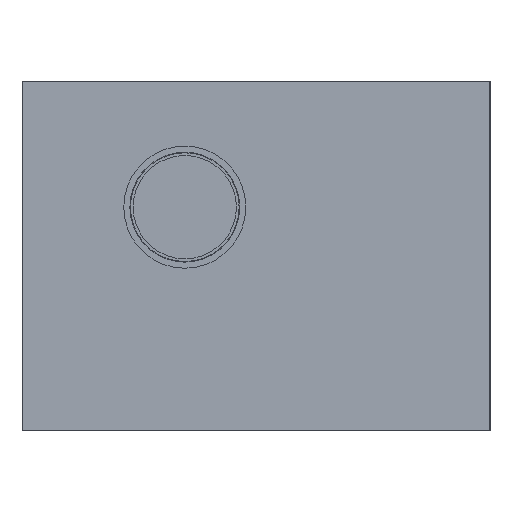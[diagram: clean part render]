
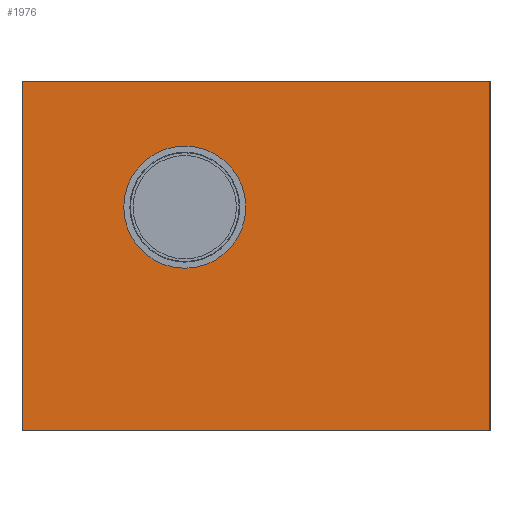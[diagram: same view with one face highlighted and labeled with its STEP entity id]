
A CAD part, left-side view. The second image highlights one B-rep face of the part: STEP entity #1976.
In plain terms, the highlighted planar face has unit normal (-1, 0, 0).
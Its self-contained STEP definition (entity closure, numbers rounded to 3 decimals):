
#132=LINE('',#3213,#258);
#134=LINE('',#3225,#260);
#135=LINE('',#3227,#261);
#136=LINE('',#3229,#262);
#258=VECTOR('',#2502,1000.);
#260=VECTOR('',#2514,1000.);
#261=VECTOR('',#2515,1000.);
#262=VECTOR('',#2516,1000.);
#415=ORIENTED_EDGE('',*,*,#976,.T.);
#416=ORIENTED_EDGE('',*,*,#982,.F.);
#417=ORIENTED_EDGE('',*,*,#983,.F.);
#418=ORIENTED_EDGE('',*,*,#984,.F.);
#419=ORIENTED_EDGE('',*,*,#985,.T.);
#420=ORIENTED_EDGE('',*,*,#986,.T.);
#976=EDGE_CURVE('',#1260,#1259,#132,.T.);
#982=EDGE_CURVE('',#1265,#1259,#134,.T.);
#983=EDGE_CURVE('',#1266,#1265,#135,.T.);
#984=EDGE_CURVE('',#1260,#1266,#136,.T.);
#985=EDGE_CURVE('',#1267,#1268,#1441,.T.);
#986=EDGE_CURVE('',#1268,#1267,#1442,.T.);
#1259=VERTEX_POINT('',#3212);
#1260=VERTEX_POINT('',#3214);
#1265=VERTEX_POINT('',#3226);
#1266=VERTEX_POINT('',#3228);
#1267=VERTEX_POINT('',#3231);
#1268=VERTEX_POINT('',#3232);
#1441=CIRCLE('',#2167,15.);
#1442=CIRCLE('',#2168,15.);
#1587=EDGE_LOOP('',(#415,#416,#417,#418));
#1588=EDGE_LOOP('',(#419,#420));
#1763=FACE_BOUND('',#1587,.T.);
#1764=FACE_BOUND('',#1588,.T.);
#1936=PLANE('',#2166);
#1976=ADVANCED_FACE('',(#1763,#1764),#1936,.F.);
#2166=AXIS2_PLACEMENT_3D('',#3224,#2512,#2513);
#2167=AXIS2_PLACEMENT_3D('',#3230,#2517,#2518);
#2168=AXIS2_PLACEMENT_3D('',#3233,#2519,#2520);
#2502=DIRECTION('',(0.,0.,-1.));
#2512=DIRECTION('',(1.,0.,0.));
#2513=DIRECTION('',(0.,0.,-1.));
#2514=DIRECTION('',(0.,1.,0.));
#2515=DIRECTION('',(0.,0.,-1.));
#2516=DIRECTION('',(0.,-1.,0.));
#2517=DIRECTION('',(1.,0.,0.));
#2518=DIRECTION('',(0.,1.,0.));
#2519=DIRECTION('',(1.,0.,0.));
#2520=DIRECTION('',(0.,1.,0.));
#3212=CARTESIAN_POINT('',(451.,115.,45.));
#3213=CARTESIAN_POINT('',(451.,115.,88.));
#3214=CARTESIAN_POINT('',(451.,115.,131.));
#3224=CARTESIAN_POINT('',(451.,57.5,88.));
#3225=CARTESIAN_POINT('',(451.,57.5,45.));
#3226=CARTESIAN_POINT('',(451.,0.,45.));
#3227=CARTESIAN_POINT('',(451.,0.,88.));
#3228=CARTESIAN_POINT('',(451.,0.,131.));
#3229=CARTESIAN_POINT('',(451.,57.5,131.));
#3230=CARTESIAN_POINT('',(451.,75.,100.));
#3231=CARTESIAN_POINT('',(451.,90.,100.));
#3232=CARTESIAN_POINT('',(451.,60.,100.));
#3233=CARTESIAN_POINT('',(451.,75.,100.));
